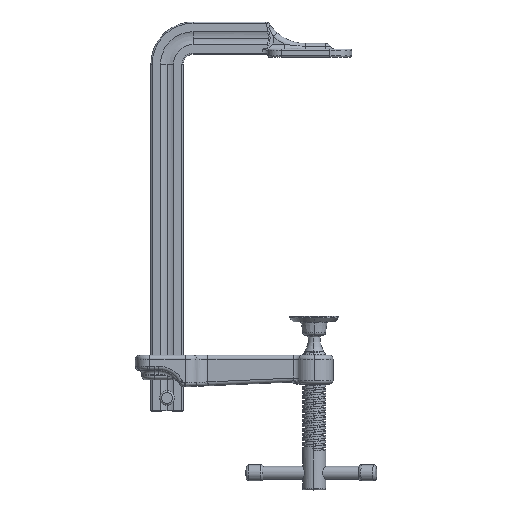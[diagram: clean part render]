
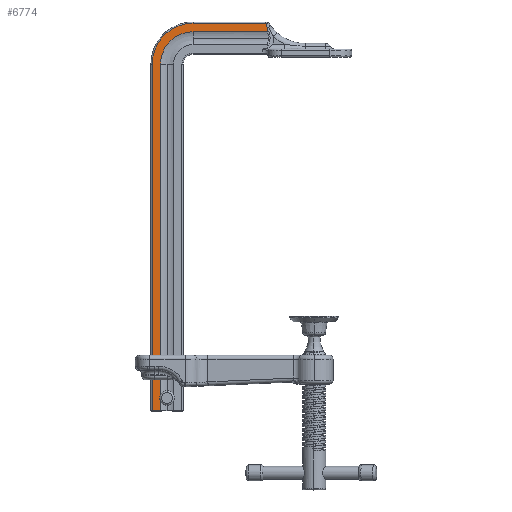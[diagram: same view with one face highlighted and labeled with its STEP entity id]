
A CAD part, top view. The second image highlights one B-rep face of the part: STEP entity #6774.
In plain terms, the highlighted planar face has unit normal (0, 0, 1).
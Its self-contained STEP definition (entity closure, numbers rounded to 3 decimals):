
#691 = EDGE_CURVE ( 'NONE', #16938, #10484, #13956, .T. ) ;
#730 = B_SPLINE_CURVE_WITH_KNOTS ( 'NONE', 3,
 ( #17040, #19312, #12637, #17625, #8399, #6308, #6400, #21481 ),
 .UNSPECIFIED., .F., .F.,
 ( 4, 2, 2, 4 ),
 ( 0., 0.001, 0.002, 0.003 ),
 .UNSPECIFIED. ) ;
#782 = LINE ( 'NONE', #6748, #18292 ) ;
#990 = CARTESIAN_POINT ( 'NONE',  ( 77.051, 292.504, 6. ) ) ;
#1952 = LINE ( 'NONE', #12232, #9031 ) ;
#2313 = EDGE_CURVE ( 'NONE', #19821, #3560, #782, .T. ) ;
#2847 = CARTESIAN_POINT ( 'NONE',  ( 76.268, 299., 6. ) ) ;
#3032 = EDGE_CURVE ( 'NONE', #15270, #5599, #10994, .T. ) ;
#3260 = LINE ( 'NONE', #17644, #24122 ) ;
#3294 = ORIENTED_EDGE ( 'NONE', *, *, #3032, .T. ) ;
#3516 = CARTESIAN_POINT ( 'NONE',  ( 20., 292.5, 6. ) ) ;
#3523 = CARTESIAN_POINT ( 'NONE',  ( 20., 267.5, 6. ) ) ;
#3560 = VERTEX_POINT ( 'NONE', #23708 ) ;
#3625 = DIRECTION ( 'NONE',  ( 0., -1., 0. ) ) ;
#4536 = DIRECTION ( 'NONE',  ( -1., 0., 0. ) ) ;
#4708 = DIRECTION ( 'NONE',  ( -1., 0., 0. ) ) ;
#4925 = VECTOR ( 'NONE', #25165, 1000. ) ;
#5080 = ORIENTED_EDGE ( 'NONE', *, *, #19190, .T. ) ;
#5599 = VERTEX_POINT ( 'NONE', #14590 ) ;
#6308 = CARTESIAN_POINT ( 'NONE',  ( 76.712, 298.094, 6. ) ) ;
#6400 = CARTESIAN_POINT ( 'NONE',  ( 76.516, 298.561, 6. ) ) ;
#6748 = CARTESIAN_POINT ( 'NONE',  ( -12.5, 0., 6. ) ) ;
#6774 = ADVANCED_FACE ( 'NONE', ( #20882 ), #23142, .F. ) ;
#6957 = VERTEX_POINT ( 'NONE', #8489 ) ;
#7090 = AXIS2_PLACEMENT_3D ( 'NONE', #20921, #21100, #14497 ) ;
#7978 = ORIENTED_EDGE ( 'NONE', *, *, #25730, .T. ) ;
#8399 = CARTESIAN_POINT ( 'NONE',  ( 76.93, 297.361, 6. ) ) ;
#8489 = CARTESIAN_POINT ( 'NONE',  ( -5., 267.5, 6. ) ) ;
#8801 = VERTEX_POINT ( 'NONE', #2847 ) ;
#8860 = CARTESIAN_POINT ( 'NONE',  ( 76.949, 292.5, 6. ) ) ;
#9031 = VECTOR ( 'NONE', #14366, 1000. ) ;
#9982 = EDGE_CURVE ( 'NONE', #10484, #19821, #1952, .T. ) ;
#10040 = DIRECTION ( 'NONE',  ( -1., 0., 0. ) ) ;
#10230 = CARTESIAN_POINT ( 'NONE',  ( -5., 267.5, 6. ) ) ;
#10484 = VERTEX_POINT ( 'NONE', #17550 ) ;
#10970 = LINE ( 'NONE', #23718, #24085 ) ;
#10994 = B_SPLINE_CURVE_WITH_KNOTS ( 'NONE', 3,
 ( #18128, #14149, #990, #20282 ),
 .UNSPECIFIED., .F., .F.,
 ( 4, 4 ),
 ( 0., 0. ),
 .UNSPECIFIED. ) ;
#11315 = CARTESIAN_POINT ( 'NONE',  ( 20., 299., 6. ) ) ;
#11377 = AXIS2_PLACEMENT_3D ( 'NONE', #21935, #25939, #4708 ) ;
#11614 = ORIENTED_EDGE ( 'NONE', *, *, #15221, .T. ) ;
#11941 = EDGE_CURVE ( 'NONE', #8801, #16938, #3260, .T. ) ;
#12232 = CARTESIAN_POINT ( 'NONE',  ( -11.5, 267.5, 6. ) ) ;
#12314 = CARTESIAN_POINT ( 'NONE',  ( 20., 292.5, 6. ) ) ;
#12405 = EDGE_LOOP ( 'NONE', ( #14482, #15318, #23158, #17910, #11614, #7978, #3294, #18774, #5080, #21109 ) ) ;
#12637 = CARTESIAN_POINT ( 'NONE',  ( 77.074, 296.615, 6. ) ) ;
#13956 = CIRCLE ( 'NONE', #15555, 31.5 ) ;
#14149 = CARTESIAN_POINT ( 'NONE',  ( 77., 292.5, 6. ) ) ;
#14267 = VERTEX_POINT ( 'NONE', #3516 ) ;
#14358 = CIRCLE ( 'NONE', #11377, 25. ) ;
#14366 = DIRECTION ( 'NONE',  ( 0., -1., 0. ) ) ;
#14482 = ORIENTED_EDGE ( 'NONE', *, *, #691, .T. ) ;
#14497 = DIRECTION ( 'NONE',  ( -1., 0., 0. ) ) ;
#14590 = CARTESIAN_POINT ( 'NONE',  ( 77.101, 292.514, 6. ) ) ;
#15067 = LINE ( 'NONE', #10230, #17416 ) ;
#15221 = EDGE_CURVE ( 'NONE', #6957, #14267, #14358, .T. ) ;
#15270 = VERTEX_POINT ( 'NONE', #8860 ) ;
#15318 = ORIENTED_EDGE ( 'NONE', *, *, #9982, .T. ) ;
#15555 = AXIS2_PLACEMENT_3D ( 'NONE', #3523, #20775, #10040 ) ;
#16055 = EDGE_CURVE ( 'NONE', #5599, #18148, #10970, .T. ) ;
#16938 = VERTEX_POINT ( 'NONE', #11315 ) ;
#17040 = CARTESIAN_POINT ( 'NONE',  ( 77.101, 296.106, 6. ) ) ;
#17404 = CARTESIAN_POINT ( 'NONE',  ( 77.101, 296.106, 6. ) ) ;
#17416 = VECTOR ( 'NONE', #3625, 1000. ) ;
#17550 = CARTESIAN_POINT ( 'NONE',  ( -11.5, 267.5, 6. ) ) ;
#17625 = CARTESIAN_POINT ( 'NONE',  ( 76.989, 297.114, 6. ) ) ;
#17644 = CARTESIAN_POINT ( 'NONE',  ( 20., 299., 6. ) ) ;
#17910 = ORIENTED_EDGE ( 'NONE', *, *, #27826, .F. ) ;
#18128 = CARTESIAN_POINT ( 'NONE',  ( 76.949, 292.5, 6. ) ) ;
#18148 = VERTEX_POINT ( 'NONE', #17404 ) ;
#18292 = VECTOR ( 'NONE', #24030, 1000. ) ;
#18774 = ORIENTED_EDGE ( 'NONE', *, *, #16055, .T. ) ;
#19190 = EDGE_CURVE ( 'NONE', #18148, #8801, #730, .T. ) ;
#19312 = CARTESIAN_POINT ( 'NONE',  ( 77.101, 296.363, 6. ) ) ;
#19573 = CARTESIAN_POINT ( 'NONE',  ( -11.5, 0., 6. ) ) ;
#19821 = VERTEX_POINT ( 'NONE', #19573 ) ;
#20282 = CARTESIAN_POINT ( 'NONE',  ( 77.101, 292.514, 6. ) ) ;
#20775 = DIRECTION ( 'NONE',  ( 0., 0., 1. ) ) ;
#20882 = FACE_OUTER_BOUND ( 'NONE', #12405, .T. ) ;
#20921 = CARTESIAN_POINT ( 'NONE',  ( -12.5, 267.5, 6. ) ) ;
#21100 = DIRECTION ( 'NONE',  ( 0., 0., -1. ) ) ;
#21109 = ORIENTED_EDGE ( 'NONE', *, *, #11941, .T. ) ;
#21412 = DIRECTION ( 'NONE',  ( 0., 1., 0. ) ) ;
#21481 = CARTESIAN_POINT ( 'NONE',  ( 76.268, 299., 6. ) ) ;
#21935 = CARTESIAN_POINT ( 'NONE',  ( 20., 267.5, 6. ) ) ;
#23142 = PLANE ( 'NONE',  #7090 ) ;
#23158 = ORIENTED_EDGE ( 'NONE', *, *, #2313, .T. ) ;
#23708 = CARTESIAN_POINT ( 'NONE',  ( -5., 0., 6. ) ) ;
#23718 = CARTESIAN_POINT ( 'NONE',  ( 77.101, 267.5, 6. ) ) ;
#24030 = DIRECTION ( 'NONE',  ( 1., 0., 0. ) ) ;
#24085 = VECTOR ( 'NONE', #21412, 1000. ) ;
#24122 = VECTOR ( 'NONE', #4536, 1000. ) ;
#25165 = DIRECTION ( 'NONE',  ( 1., 0., 0. ) ) ;
#25730 = EDGE_CURVE ( 'NONE', #14267, #15270, #27784, .T. ) ;
#25939 = DIRECTION ( 'NONE',  ( 0., 0., -1. ) ) ;
#27784 = LINE ( 'NONE', #12314, #4925 ) ;
#27826 = EDGE_CURVE ( 'NONE', #6957, #3560, #15067, .T. ) ;
